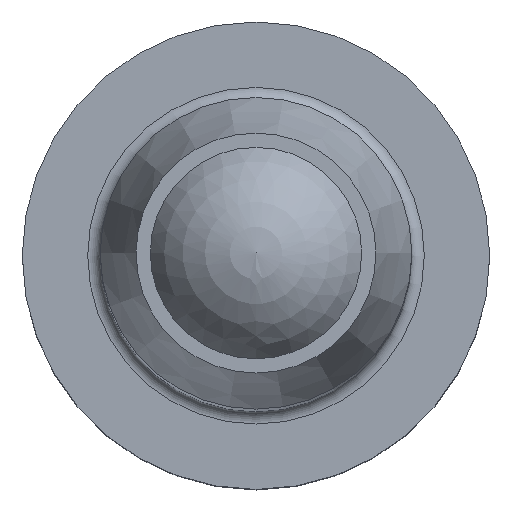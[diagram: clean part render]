
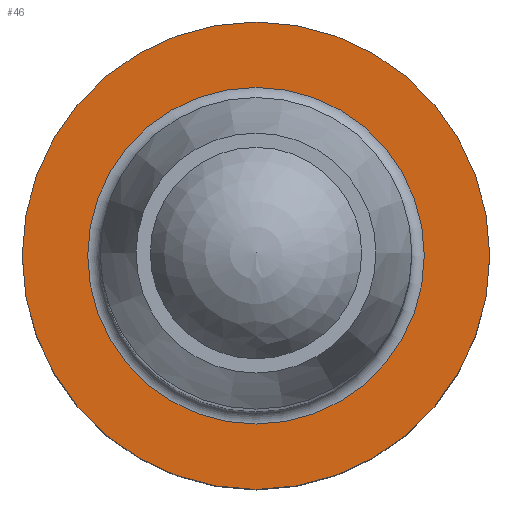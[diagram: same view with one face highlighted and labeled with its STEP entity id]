
A CAD part, top view. The second image highlights one B-rep face of the part: STEP entity #46.
In plain terms, the highlighted planar face has unit normal (0, 0, 1).
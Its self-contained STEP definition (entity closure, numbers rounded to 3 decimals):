
#46 = ADVANCED_FACE( '', ( #107, #108 ), #109, .F. );
#107 = FACE_BOUND( '', #190, .T. );
#108 = FACE_OUTER_BOUND( '', #191, .T. );
#109 = PLANE( '', #192 );
#190 = EDGE_LOOP( '', ( #267 ) );
#191 = EDGE_LOOP( '', ( #268 ) );
#192 = AXIS2_PLACEMENT_3D( '', #269, #270, #271 );
#267 = ORIENTED_EDGE( '', *, *, #433, .T. );
#268 = ORIENTED_EDGE( '', *, *, #434, .F. );
#269 = CARTESIAN_POINT( '', ( 0., 0., 0. ) );
#270 = DIRECTION( '', ( 0., 0., -1. ) );
#271 = DIRECTION( '', ( -1., 0., 0. ) );
#433 = EDGE_CURVE( '', #495, #495, #496, .T. );
#434 = EDGE_CURVE( '', #497, #497, #498, .T. );
#495 = VERTEX_POINT( '', #581 );
#496 = CIRCLE( '', #582, 10.8 );
#497 = VERTEX_POINT( '', #583 );
#498 = CIRCLE( '', #584, 15. );
#581 = CARTESIAN_POINT( '', ( -10.8, 0., 0. ) );
#582 = AXIS2_PLACEMENT_3D( '', #690, #691, #692 );
#583 = CARTESIAN_POINT( '', ( 15., 0., 0. ) );
#584 = AXIS2_PLACEMENT_3D( '', #693, #694, #695 );
#690 = CARTESIAN_POINT( '', ( 0., 0., 0. ) );
#691 = DIRECTION( '', ( 0., 0., -1. ) );
#692 = DIRECTION( '', ( -1., 0., 0. ) );
#693 = CARTESIAN_POINT( '', ( 0., 0., 0. ) );
#694 = DIRECTION( '', ( 0., 0., -1. ) );
#695 = DIRECTION( '', ( 1., 0., 0. ) );
